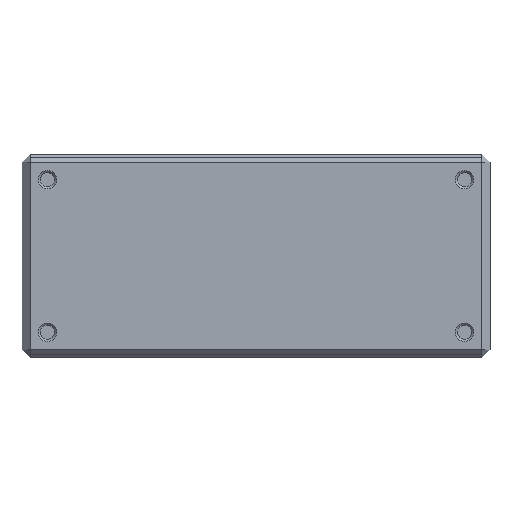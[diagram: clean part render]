
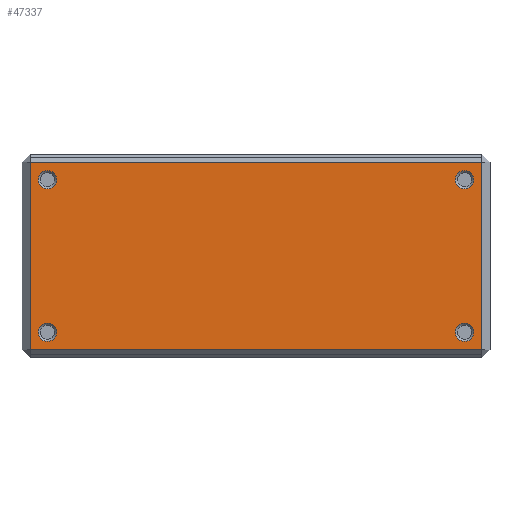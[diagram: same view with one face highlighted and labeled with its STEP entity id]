
A CAD part, front view. The second image highlights one B-rep face of the part: STEP entity #47337.
In plain terms, the highlighted face is planar.
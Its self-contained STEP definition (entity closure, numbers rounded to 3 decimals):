
#1418=CIRCLE('',#50937,1.8);
#1420=CIRCLE('',#50940,1.8);
#1422=CIRCLE('',#50943,1.8);
#1424=CIRCLE('',#50946,1.8);
#5036=FACE_BOUND('',#10266,.T.);
#5037=FACE_BOUND('',#10267,.T.);
#5038=FACE_BOUND('',#10268,.T.);
#5039=FACE_BOUND('',#10269,.T.);
#7486=FACE_OUTER_BOUND('',#10265,.T.);
#10265=EDGE_LOOP('',(#42819,#42820,#42821,#42822));
#10266=EDGE_LOOP('',(#42823));
#10267=EDGE_LOOP('',(#42824));
#10268=EDGE_LOOP('',(#42825));
#10269=EDGE_LOOP('',(#42826));
#14842=LINE('',#80623,#19520);
#14845=LINE('',#80629,#19523);
#14846=LINE('',#80632,#19524);
#14847=LINE('',#80633,#19525);
#19520=VECTOR('',#61982,10.);
#19523=VECTOR('',#61987,10.);
#19524=VECTOR('',#61990,10.);
#19525=VECTOR('',#61991,10.);
#23723=VERTEX_POINT('',#80584);
#23725=VERTEX_POINT('',#80590);
#23727=VERTEX_POINT('',#80596);
#23729=VERTEX_POINT('',#80602);
#23733=VERTEX_POINT('',#80611);
#23736=VERTEX_POINT('',#80618);
#23738=VERTEX_POINT('',#80627);
#23739=VERTEX_POINT('',#80631);
#30104=EDGE_CURVE('',#23723,#23723,#1418,.T.);
#30107=EDGE_CURVE('',#23725,#23725,#1420,.T.);
#30110=EDGE_CURVE('',#23727,#23727,#1422,.T.);
#30113=EDGE_CURVE('',#23729,#23729,#1424,.T.);
#30123=EDGE_CURVE('',#23733,#23736,#14842,.T.);
#30126=EDGE_CURVE('',#23738,#23733,#14845,.T.);
#30127=EDGE_CURVE('',#23736,#23739,#14846,.T.);
#30128=EDGE_CURVE('',#23739,#23738,#14847,.T.);
#42819=ORIENTED_EDGE('',*,*,#30127,.F.);
#42820=ORIENTED_EDGE('',*,*,#30123,.F.);
#42821=ORIENTED_EDGE('',*,*,#30126,.F.);
#42822=ORIENTED_EDGE('',*,*,#30128,.F.);
#42823=ORIENTED_EDGE('',*,*,#30104,.T.);
#42824=ORIENTED_EDGE('',*,*,#30107,.T.);
#42825=ORIENTED_EDGE('',*,*,#30110,.T.);
#42826=ORIENTED_EDGE('',*,*,#30113,.T.);
#44823=PLANE('',#50952);
#47337=ADVANCED_FACE('',(#7486,#5036,#5037,#5038,#5039),#44823,.T.);
#50937=AXIS2_PLACEMENT_3D('',#80585,#61943,#61944);
#50940=AXIS2_PLACEMENT_3D('',#80591,#61950,#61951);
#50943=AXIS2_PLACEMENT_3D('',#80597,#61957,#61958);
#50946=AXIS2_PLACEMENT_3D('',#80603,#61964,#61965);
#50952=AXIS2_PLACEMENT_3D('',#80630,#61988,#61989);
#61943=DIRECTION('center_axis',(0.,0.,1.));
#61944=DIRECTION('ref_axis',(-1.,0.,0.));
#61950=DIRECTION('center_axis',(0.,0.,1.));
#61951=DIRECTION('ref_axis',(-1.,0.,0.));
#61957=DIRECTION('center_axis',(0.,0.,1.));
#61958=DIRECTION('ref_axis',(-1.,0.,0.));
#61964=DIRECTION('center_axis',(0.,0.,1.));
#61965=DIRECTION('ref_axis',(-1.,0.,0.));
#61982=DIRECTION('',(-1.,0.,0.));
#61987=DIRECTION('',(0.,1.,0.));
#61988=DIRECTION('center_axis',(0.,0.,-1.));
#61989=DIRECTION('ref_axis',(-1.,0.,0.));
#61990=DIRECTION('',(0.,-1.,0.));
#61991=DIRECTION('',(1.,0.,0.));
#80584=CARTESIAN_POINT('',(42.8,15.,-1.));
#80585=CARTESIAN_POINT('Origin',(41.,15.,-1.));
#80590=CARTESIAN_POINT('',(-39.2,-15.,-1.));
#80591=CARTESIAN_POINT('Origin',(-41.,-15.,-1.));
#80596=CARTESIAN_POINT('',(-39.2,15.,-1.));
#80597=CARTESIAN_POINT('Origin',(-41.,15.,-1.));
#80602=CARTESIAN_POINT('',(42.8,-15.,-1.));
#80603=CARTESIAN_POINT('Origin',(41.,-15.,-1.));
#80611=CARTESIAN_POINT('',(44.4,18.4,-1.));
#80618=CARTESIAN_POINT('',(-44.4,18.4,-1.));
#80623=CARTESIAN_POINT('',(23.,18.4,-1.));
#80627=CARTESIAN_POINT('',(44.4,-18.4,-1.));
#80629=CARTESIAN_POINT('',(44.4,-10.,-1.));
#80630=CARTESIAN_POINT('Origin',(0.,0.,-1.));
#80631=CARTESIAN_POINT('',(-44.4,-18.4,-1.));
#80632=CARTESIAN_POINT('',(-44.4,10.,-1.));
#80633=CARTESIAN_POINT('',(-23.,-18.4,-1.));
